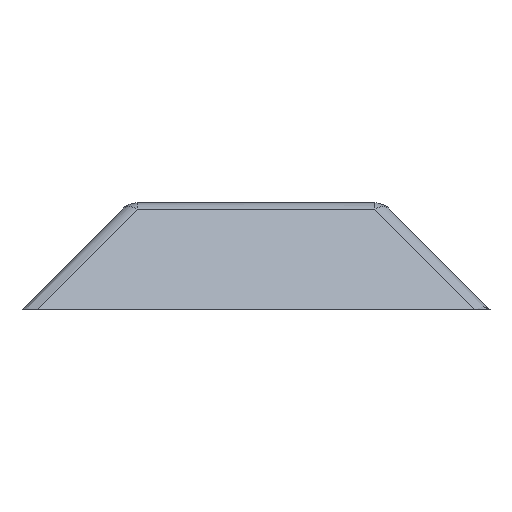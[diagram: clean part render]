
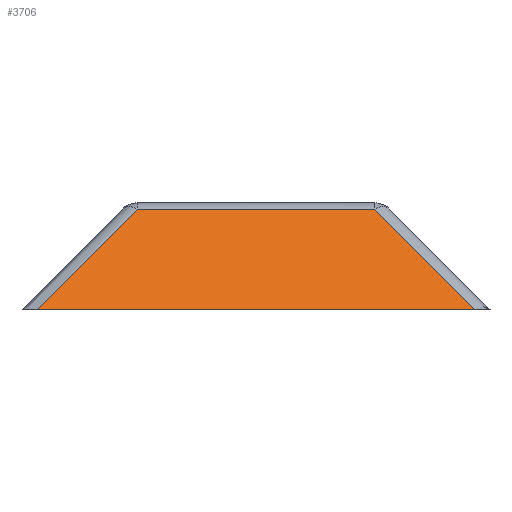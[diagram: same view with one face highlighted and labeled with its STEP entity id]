
A CAD part, left-side view. The second image highlights one B-rep face of the part: STEP entity #3706.
In plain terms, the highlighted free-form (B-spline) face has degree [1, 1] with [2, 2] control points.
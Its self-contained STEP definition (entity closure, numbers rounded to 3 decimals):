
#214 = VERTEX_POINT('',#215);
#215 = CARTESIAN_POINT('',(405.743,-638.907,
    23.536));
#245 = ( BOUNDED_SURFACE() B_SPLINE_SURFACE(2,1,(
    (#246,#247)
    ,(#248,#249)
,(#250,#251
    )),.UNSPECIFIED.,.F.,.F.,.F.) B_SPLINE_SURFACE_WITH_KNOTS((3,3),(2,2
    ),(0.,3.927),(2.071,57.929),
.PIECEWISE_BEZIER_KNOTS.) GEOMETRIC_REPRESENTATION_ITEM() 
RATIONAL_B_SPLINE_SURFACE((
    (1.,1.)
    ,(0.924,0.924)
,(1.,1.))) REPRESENTATION_ITEM('') SURFACE() );
#246 = CARTESIAN_POINT('',(405.743,-638.907,
    23.536));
#247 = CARTESIAN_POINT('',(405.743,-583.049,
    23.536));
#248 = CARTESIAN_POINT('',(407.208,-638.907,
    25.));
#249 = CARTESIAN_POINT('',(407.208,-583.049,
    25.));
#250 = CARTESIAN_POINT('',(409.279,-638.907,25.));
#251 = CARTESIAN_POINT('',(409.279,-583.049,25.));
#436 = ( BOUNDED_SURFACE() B_SPLINE_SURFACE(1,2,(
    (#437,#438,#439)
    ,(#440,#441,#442
)),.UNSPECIFIED.,.F.,.F.,.F.) B_SPLINE_SURFACE_WITH_KNOTS((2,2),(3,3),(
    1.061,42.806),(0.,5.236)
,.PIECEWISE_BEZIER_KNOTS.) GEOMETRIC_REPRESENTATION_ITEM() 
RATIONAL_B_SPLINE_SURFACE((
    (1.,0.866,1.)
,(1.,0.866,1.
))) REPRESENTATION_ITEM('') SURFACE() );
#437 = CARTESIAN_POINT('',(385.177,-666.545,-0.566)
  );
#438 = CARTESIAN_POINT('',(382.82,-665.366,0.612
    ));
#439 = CARTESIAN_POINT('',(381.642,-663.009,
    -0.566));
#440 = CARTESIAN_POINT('',(409.279,-642.443,
    23.536));
#441 = CARTESIAN_POINT('',(406.922,-641.264,
    24.714));
#442 = CARTESIAN_POINT('',(405.743,-638.907,
    23.536));
#493 = VERTEX_POINT('',#494);
#494 = CARTESIAN_POINT('',(405.743,-583.05,
    23.536));
#686 = EDGE_CURVE('',#214,#493,#687,.T.);
#687 = SURFACE_CURVE('',#688,(#691,#699),.PCURVE_S1.);
#688 = B_SPLINE_CURVE_WITH_KNOTS('',1,(#689,#690),.UNSPECIFIED.,.F.,.F.,
  (2,2),(0.,1.),.PIECEWISE_BEZIER_KNOTS.);
#689 = CARTESIAN_POINT('',(405.743,-638.907,
    23.536));
#690 = CARTESIAN_POINT('',(405.743,-583.05,
    23.536));
#691 = PCURVE('',#245,#692);
#692 = DEFINITIONAL_REPRESENTATION('',(#693),#698);
#693 = B_SPLINE_CURVE_WITH_KNOTS('',3,(#694,#695,#696,#697),
  .UNSPECIFIED.,.F.,.F.,(4,4),(0.,1.),.PIECEWISE_BEZIER_KNOTS.);
#694 = CARTESIAN_POINT('',(0.,2.071));
#695 = CARTESIAN_POINT('',(0.,20.69));
#696 = CARTESIAN_POINT('',(0.,39.31));
#697 = CARTESIAN_POINT('',(0.,57.929));
#698 = ( GEOMETRIC_REPRESENTATION_CONTEXT(2) 
PARAMETRIC_REPRESENTATION_CONTEXT() REPRESENTATION_CONTEXT('2D SPACE',''
  ) );
#699 = PCURVE('',#700,#705);
#700 = B_SPLINE_SURFACE_WITH_KNOTS('',1,1,(
    (#701,#702)
    ,(#703,#704
    )),.UNSPECIFIED.,.F.,.F.,.F.,(2,2),(2,2),(803.536,
    906.464),(0.,33.284),.PIECEWISE_BEZIER_KNOTS.);
#701 = CARTESIAN_POINT('',(382.208,-559.514,0.));
#702 = CARTESIAN_POINT('',(405.743,-581.537,
    23.536));
#703 = CARTESIAN_POINT('',(382.208,-662.443,0.));
#704 = CARTESIAN_POINT('',(405.743,-640.42,
    23.536));
#705 = DEFINITIONAL_REPRESENTATION('',(#706),#711);
#706 = B_SPLINE_CURVE_WITH_KNOTS('',3,(#707,#708,#709,#710),
  .UNSPECIFIED.,.F.,.F.,(4,4),(0.,1.),.PIECEWISE_BEZIER_KNOTS.);
#707 = CARTESIAN_POINT('',(903.82,33.284));
#708 = CARTESIAN_POINT('',(871.273,33.284));
#709 = CARTESIAN_POINT('',(838.727,33.284));
#710 = CARTESIAN_POINT('',(806.18,33.284));
#711 = ( GEOMETRIC_REPRESENTATION_CONTEXT(2) 
PARAMETRIC_REPRESENTATION_CONTEXT() REPRESENTATION_CONTEXT('2D SPACE',''
  ) );
#762 = ( BOUNDED_SURFACE() B_SPLINE_SURFACE(1,2,(
    (#763,#764,#765)
    ,(#766,#767,#768
)),.UNSPECIFIED.,.F.,.F.,.F.) B_SPLINE_SURFACE_WITH_KNOTS((2,2),(3,3),(
    0.495,42.241),(0.,5.236),
.PIECEWISE_BEZIER_KNOTS.) GEOMETRIC_REPRESENTATION_ITEM() 
RATIONAL_B_SPLINE_SURFACE((
    (1.,0.866,1.)
,(1.,0.866,1.
))) REPRESENTATION_ITEM('') SURFACE() );
#763 = CARTESIAN_POINT('',(409.279,-579.514,
    23.536));
#764 = CARTESIAN_POINT('',(406.922,-580.692,
    24.714));
#765 = CARTESIAN_POINT('',(405.743,-583.05,
    23.536));
#766 = CARTESIAN_POINT('',(385.177,-555.412,-0.566)
  );
#767 = CARTESIAN_POINT('',(382.82,-556.591,0.612
    ));
#768 = CARTESIAN_POINT('',(381.642,-558.948,
    -0.566));
#1048 = VERTEX_POINT('',#1049);
#1049 = CARTESIAN_POINT('',(382.208,-559.514,
    0.));
#1100 = PLANE('',#1101);
#1101 = AXIS2_PLACEMENT_3D('',#1102,#1103,#1104);
#1102 = CARTESIAN_POINT('',(727.208,-665.978,0.));
#1103 = DIRECTION('',(0.,0.,-1.));
#1104 = DIRECTION('',(-1.,0.,0.));
#1119 = EDGE_CURVE('',#493,#1048,#1120,.T.);
#1120 = SURFACE_CURVE('',#1121,(#1129,#1139),.PCURVE_S1.);
#1121 = B_SPLINE_CURVE_WITH_KNOTS('',6,(#1122,#1123,#1124,#1125,#1126,
    #1127,#1128),.UNSPECIFIED.,.F.,.F.,(7,7),(0.,1.),
  .PIECEWISE_BEZIER_KNOTS.);
#1122 = CARTESIAN_POINT('',(405.743,-583.05,
    23.536));
#1123 = CARTESIAN_POINT('',(402.111,-579.418,
    19.904));
#1124 = CARTESIAN_POINT('',(398.131,-575.44,
    15.923));
#1125 = CARTESIAN_POINT('',(393.975,-571.281,
    11.768));
#1126 = CARTESIAN_POINT('',(389.82,-567.124,
    7.613));
#1127 = CARTESIAN_POINT('',(385.84,-563.146,
    3.632));
#1128 = CARTESIAN_POINT('',(382.208,-559.514,
    0.));
#1129 = PCURVE('',#762,#1130);
#1130 = DEFINITIONAL_REPRESENTATION('',(#1131),#1138);
#1131 = B_SPLINE_CURVE_WITH_KNOTS('',5,(#1132,#1133,#1134,#1135,#1136,
    #1137),.UNSPECIFIED.,.F.,.F.,(6,6),(0.,1.),
  .PIECEWISE_BEZIER_KNOTS.);
#1132 = CARTESIAN_POINT('',(0.495,5.236));
#1133 = CARTESIAN_POINT('',(8.044,5.236));
#1134 = CARTESIAN_POINT('',(16.496,5.236));
#1135 = CARTESIAN_POINT('',(25.259,5.236));
#1136 = CARTESIAN_POINT('',(33.711,5.236));
#1137 = CARTESIAN_POINT('',(41.26,5.236));
#1138 = ( GEOMETRIC_REPRESENTATION_CONTEXT(2) 
PARAMETRIC_REPRESENTATION_CONTEXT() REPRESENTATION_CONTEXT('2D SPACE',''
  ) );
#1139 = PCURVE('',#700,#1140);
#1140 = DEFINITIONAL_REPRESENTATION('',(#1141),#1146);
#1141 = B_SPLINE_CURVE_WITH_KNOTS('',3,(#1142,#1143,#1144,#1145),
  .UNSPECIFIED.,.F.,.F.,(4,4),(0.,1.),.PIECEWISE_BEZIER_KNOTS.);
#1142 = CARTESIAN_POINT('',(806.18,33.284));
#1143 = CARTESIAN_POINT('',(804.753,23.012));
#1144 = CARTESIAN_POINT('',(804.002,10.273));
#1145 = CARTESIAN_POINT('',(803.536,0.));
#1146 = ( GEOMETRIC_REPRESENTATION_CONTEXT(2) 
PARAMETRIC_REPRESENTATION_CONTEXT() REPRESENTATION_CONTEXT('2D SPACE',''
  ) );
#2646 = EDGE_CURVE('',#2647,#214,#2649,.T.);
#2647 = VERTEX_POINT('',#2648);
#2648 = CARTESIAN_POINT('',(382.208,-662.443,
    0.));
#2649 = SURFACE_CURVE('',#2650,(#2658,#2668),.PCURVE_S1.);
#2650 = B_SPLINE_CURVE_WITH_KNOTS('',6,(#2651,#2652,#2653,#2654,#2655,
    #2656,#2657),.UNSPECIFIED.,.F.,.F.,(7,7),(0.,1.),
  .PIECEWISE_BEZIER_KNOTS.);
#2651 = CARTESIAN_POINT('',(382.208,-662.443,
    0.));
#2652 = CARTESIAN_POINT('',(385.84,-658.811,
    3.632));
#2653 = CARTESIAN_POINT('',(389.82,-654.833,
    7.613));
#2654 = CARTESIAN_POINT('',(393.975,-650.676,
    11.768));
#2655 = CARTESIAN_POINT('',(398.131,-646.517,
    15.923));
#2656 = CARTESIAN_POINT('',(402.111,-642.539,
    19.904));
#2657 = CARTESIAN_POINT('',(405.743,-638.907,
    23.536));
#2658 = PCURVE('',#436,#2659);
#2659 = DEFINITIONAL_REPRESENTATION('',(#2660),#2667);
#2660 = B_SPLINE_CURVE_WITH_KNOTS('',5,(#2661,#2662,#2663,#2664,#2665,
    #2666),.UNSPECIFIED.,.F.,.F.,(6,6),(0.,1.),
  .PIECEWISE_BEZIER_KNOTS.);
#2661 = CARTESIAN_POINT('',(2.041,5.236));
#2662 = CARTESIAN_POINT('',(9.59,5.236));
#2663 = CARTESIAN_POINT('',(18.043,5.236));
#2664 = CARTESIAN_POINT('',(26.805,5.236));
#2665 = CARTESIAN_POINT('',(35.257,5.236));
#2666 = CARTESIAN_POINT('',(42.806,5.236));
#2667 = ( GEOMETRIC_REPRESENTATION_CONTEXT(2) 
PARAMETRIC_REPRESENTATION_CONTEXT() REPRESENTATION_CONTEXT('2D SPACE',''
  ) );
#2668 = PCURVE('',#700,#2669);
#2669 = DEFINITIONAL_REPRESENTATION('',(#2670),#2675);
#2670 = B_SPLINE_CURVE_WITH_KNOTS('',3,(#2671,#2672,#2673,#2674),
  .UNSPECIFIED.,.F.,.F.,(4,4),(0.,1.),.PIECEWISE_BEZIER_KNOTS.);
#2671 = CARTESIAN_POINT('',(906.464,0.));
#2672 = CARTESIAN_POINT('',(905.998,10.273));
#2673 = CARTESIAN_POINT('',(905.247,23.012));
#2674 = CARTESIAN_POINT('',(903.82,33.284));
#2675 = ( GEOMETRIC_REPRESENTATION_CONTEXT(2) 
PARAMETRIC_REPRESENTATION_CONTEXT() REPRESENTATION_CONTEXT('2D SPACE',''
  ) );
#3706 = ADVANCED_FACE('',(#3707),#700,.T.);
#3707 = FACE_BOUND('',#3708,.T.);
#3708 = EDGE_LOOP('',(#3709,#3710,#3734,#3735));
#3709 = ORIENTED_EDGE('',*,*,#1119,.T.);
#3710 = ORIENTED_EDGE('',*,*,#3711,.F.);
#3711 = EDGE_CURVE('',#2647,#1048,#3712,.T.);
#3712 = SURFACE_CURVE('',#3713,(#3718,#3726),.PCURVE_S1.);
#3713 = B_SPLINE_CURVE_WITH_KNOTS('',3,(#3714,#3715,#3716,#3717),
  .UNSPECIFIED.,.F.,.F.,(4,4),(0.,1.),.PIECEWISE_BEZIER_KNOTS.);
#3714 = CARTESIAN_POINT('',(382.208,-662.443,0.));
#3715 = CARTESIAN_POINT('',(382.208,-628.133,0.));
#3716 = CARTESIAN_POINT('',(382.208,-593.824,0.));
#3717 = CARTESIAN_POINT('',(382.208,-559.514,0.));
#3718 = PCURVE('',#700,#3719);
#3719 = DEFINITIONAL_REPRESENTATION('',(#3720),#3725);
#3720 = B_SPLINE_CURVE_WITH_KNOTS('',3,(#3721,#3722,#3723,#3724),
  .UNSPECIFIED.,.F.,.F.,(4,4),(0.,1.),.PIECEWISE_BEZIER_KNOTS.);
#3721 = CARTESIAN_POINT('',(906.464,0.));
#3722 = CARTESIAN_POINT('',(872.155,0.));
#3723 = CARTESIAN_POINT('',(837.845,0.));
#3724 = CARTESIAN_POINT('',(803.536,0.));
#3725 = ( GEOMETRIC_REPRESENTATION_CONTEXT(2) 
PARAMETRIC_REPRESENTATION_CONTEXT() REPRESENTATION_CONTEXT('2D SPACE',''
  ) );
#3726 = PCURVE('',#1100,#3727);
#3727 = DEFINITIONAL_REPRESENTATION('',(#3728),#3733);
#3728 = B_SPLINE_CURVE_WITH_KNOTS('',3,(#3729,#3730,#3731,#3732),
  .UNSPECIFIED.,.F.,.F.,(4,4),(0.,1.),.PIECEWISE_BEZIER_KNOTS.);
#3729 = CARTESIAN_POINT('',(345.,3.536));
#3730 = CARTESIAN_POINT('',(345.,37.845));
#3731 = CARTESIAN_POINT('',(345.,72.155));
#3732 = CARTESIAN_POINT('',(345.,106.464));
#3733 = ( GEOMETRIC_REPRESENTATION_CONTEXT(2) 
PARAMETRIC_REPRESENTATION_CONTEXT() REPRESENTATION_CONTEXT('2D SPACE',''
  ) );
#3734 = ORIENTED_EDGE('',*,*,#2646,.T.);
#3735 = ORIENTED_EDGE('',*,*,#686,.T.);
